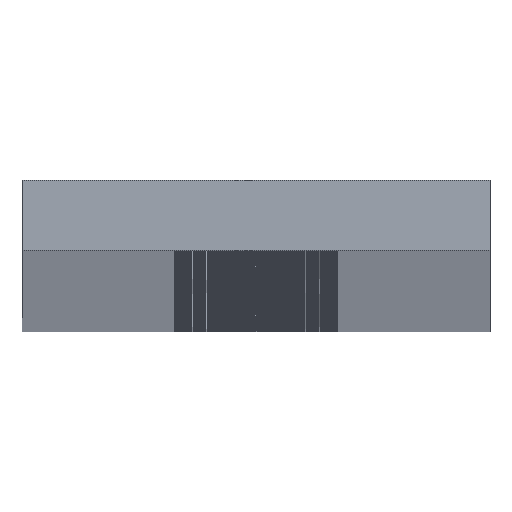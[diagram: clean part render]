
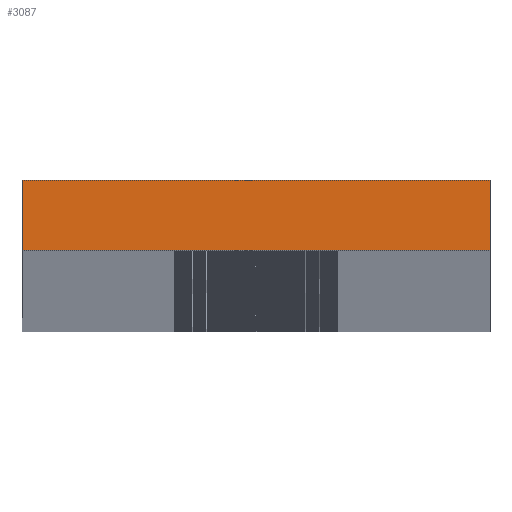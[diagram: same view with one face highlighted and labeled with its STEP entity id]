
A CAD part, top view. The second image highlights one B-rep face of the part: STEP entity #3087.
In plain terms, the highlighted planar face has unit normal (0, 0, 1).
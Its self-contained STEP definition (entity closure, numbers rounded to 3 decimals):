
#291 = CARTESIAN_POINT ( 'NONE',  ( 10., -3., 0. ) ) ;
#309 = DIRECTION ( 'NONE',  ( 0., 1., 0. ) ) ;
#314 = LINE ( 'NONE', #2735, #3491 ) ;
#478 = ORIENTED_EDGE ( 'NONE', *, *, #8874, .T. ) ;
#504 = VERTEX_POINT ( 'NONE', #3362 ) ;
#1387 = LINE ( 'NONE', #13245, #2751 ) ;
#1391 = DIRECTION ( 'NONE',  ( 1., 0., 0. ) ) ;
#1609 = PLANE ( 'NONE',  #11238 ) ;
#2652 = EDGE_LOOP ( 'NONE', ( #478, #2922, #12047, #4103 ) ) ;
#2735 = CARTESIAN_POINT ( 'NONE',  ( -10., 0., 0. ) ) ;
#2751 = VECTOR ( 'NONE', #309, 1000. ) ;
#2922 = ORIENTED_EDGE ( 'NONE', *, *, #6193, .F. ) ;
#3087 = ADVANCED_FACE ( 'NONE', ( #8077 ), #1609, .F. ) ;
#3362 = CARTESIAN_POINT ( 'NONE',  ( 10., 0., 0. ) ) ;
#3491 = VECTOR ( 'NONE', #1391, 1000. ) ;
#4090 = VERTEX_POINT ( 'NONE', #7783 ) ;
#4103 = ORIENTED_EDGE ( 'NONE', *, *, #13475, .F. ) ;
#4397 = LINE ( 'NONE', #12206, #12343 ) ;
#4759 = VECTOR ( 'NONE', #5240, 1000. ) ;
#5240 = DIRECTION ( 'NONE',  ( 1., 0., 0. ) ) ;
#5873 = DIRECTION ( 'NONE',  ( 0., 0., -1. ) ) ;
#6193 = EDGE_CURVE ( 'NONE', #504, #11041, #4397, .T. ) ;
#6961 = EDGE_CURVE ( 'NONE', #4090, #504, #314, .T. ) ;
#7524 = CARTESIAN_POINT ( 'NONE',  ( -10., -3., 0. ) ) ;
#7783 = CARTESIAN_POINT ( 'NONE',  ( -10., 0., 0. ) ) ;
#7987 = CARTESIAN_POINT ( 'NONE',  ( -10., -3., 0. ) ) ;
#8077 = FACE_OUTER_BOUND ( 'NONE', #2652, .T. ) ;
#8874 = EDGE_CURVE ( 'NONE', #10815, #11041, #10636, .T. ) ;
#10636 = LINE ( 'NONE', #7524, #4759 ) ;
#10815 = VERTEX_POINT ( 'NONE', #7987 ) ;
#11041 = VERTEX_POINT ( 'NONE', #291 ) ;
#11238 = AXIS2_PLACEMENT_3D ( 'NONE', #13543, #5873, #12414 ) ;
#12047 = ORIENTED_EDGE ( 'NONE', *, *, #6961, .F. ) ;
#12206 = CARTESIAN_POINT ( 'NONE',  ( 10., 0., 0. ) ) ;
#12343 = VECTOR ( 'NONE', #12986, 1000. ) ;
#12414 = DIRECTION ( 'NONE',  ( -1., 0., 0. ) ) ;
#12986 = DIRECTION ( 'NONE',  ( 0., -1., 0. ) ) ;
#13245 = CARTESIAN_POINT ( 'NONE',  ( -10., -3., 0. ) ) ;
#13475 = EDGE_CURVE ( 'NONE', #10815, #4090, #1387, .T. ) ;
#13543 = CARTESIAN_POINT ( 'NONE',  ( 0., 0., 0. ) ) ;
